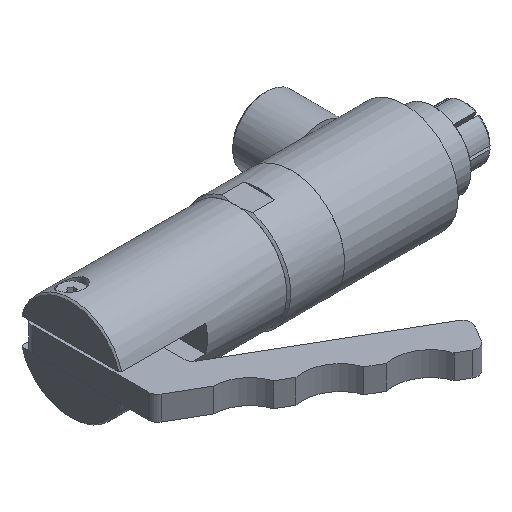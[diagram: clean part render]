
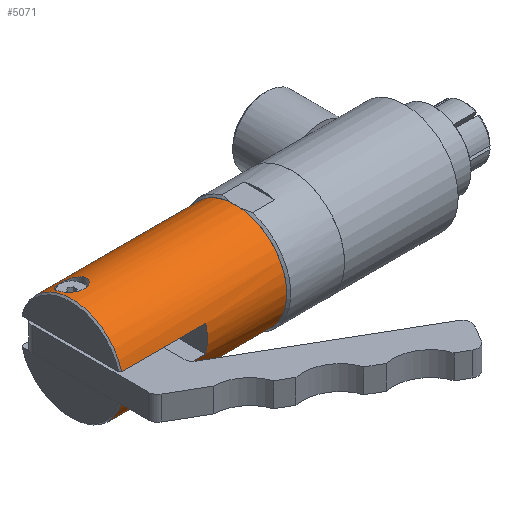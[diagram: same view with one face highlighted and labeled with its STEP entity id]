
A CAD part, isometric view. The second image highlights one B-rep face of the part: STEP entity #5071.
In plain terms, the highlighted cylindrical face has radius 17.437 mm (diameter 34.874 mm), a full revolution.
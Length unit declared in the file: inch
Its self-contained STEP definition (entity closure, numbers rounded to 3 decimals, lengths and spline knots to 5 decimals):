
#1161=CARTESIAN_POINT('',(0.22,0.036,0.68556));
#1162=VERTEX_POINT('',#1161);
#1163=CARTESIAN_POINT('',(0.22,0.036,0.68556));
#1164=CARTESIAN_POINT('',(0.19943,0.036,0.68556));
#1165=CARTESIAN_POINT('',(0.17748,0.04011,0.68538));
#1166=CARTESIAN_POINT('',(0.13713,0.0568,0.6842));
#1167=CARTESIAN_POINT('',(0.11873,0.06939,0.68314));
#1168=CARTESIAN_POINT('',(0.08935,0.09867,0.67954));
#1169=CARTESIAN_POINT('',(0.07663,0.11741,0.6767));
#1170=CARTESIAN_POINT('',(0.05996,0.15801,0.66839));
#1171=CARTESIAN_POINT('',(0.056,0.17985,0.66286));
#1172=CARTESIAN_POINT('',(0.056,0.22141,0.6502));
#1173=CARTESIAN_POINT('',(0.06042,0.24386,0.64211));
#1174=CARTESIAN_POINT('',(0.07786,0.28477,0.62504));
#1175=CARTESIAN_POINT('',(0.09086,0.30326,0.61611));
#1176=CARTESIAN_POINT('',(0.12002,0.33145,0.60138));
#1177=CARTESIAN_POINT('',(0.13783,0.34353,0.59444));
#1178=CARTESIAN_POINT('',(0.17742,0.35982,0.58473));
#1179=CARTESIAN_POINT('',(0.19924,0.364,0.58205));
#1180=CARTESIAN_POINT('',(0.24076,0.364,0.58205));
#1181=CARTESIAN_POINT('',(0.26258,0.35982,0.58473));
#1182=CARTESIAN_POINT('',(0.30217,0.34353,0.59444));
#1183=CARTESIAN_POINT('',(0.31998,0.33145,0.60138));
#1184=CARTESIAN_POINT('',(0.34914,0.30326,0.61611));
#1185=CARTESIAN_POINT('',(0.36214,0.28477,0.62504));
#1186=CARTESIAN_POINT('',(0.37958,0.24386,0.64211));
#1187=CARTESIAN_POINT('',(0.384,0.22141,0.6502));
#1188=CARTESIAN_POINT('',(0.384,0.17985,0.66286));
#1189=CARTESIAN_POINT('',(0.38004,0.15801,0.66839));
#1190=CARTESIAN_POINT('',(0.36337,0.11741,0.6767));
#1191=CARTESIAN_POINT('',(0.35065,0.09867,0.67954));
#1192=CARTESIAN_POINT('',(0.32127,0.06939,0.68314));
#1193=CARTESIAN_POINT('',(0.30287,0.0568,0.6842));
#1194=CARTESIAN_POINT('',(0.26252,0.04011,0.68538));
#1195=CARTESIAN_POINT('',(0.24057,0.036,0.68556));
#1196=CARTESIAN_POINT('',(0.22,0.036,0.68556));
#1197=B_SPLINE_CURVE_WITH_KNOTS('',3,(#1163,#1164,#1165,#1166,#1167,#1168,#1169,#1170,#1171,#1172,#1173,#1174,#1175,#1176,#1177,#1178,#1179,#1180,#1181,#1182,#1183,#1184,#1185,#1186,#1187,#1188,#1189,#1190,#1191,#1192,#1193,#1194,#1195,#1196),.UNSPECIFIED.,.T.,.U.,(4,2,2,2,2,2,2,2,2,2,2,2,2,2,2,2,4),(0.0,0.15678,0.31355,0.47403,0.63451,0.80506,0.97562,1.13385,1.29207,1.4503,1.60852,1.77908,1.94963,2.11011,2.27059,2.42736,2.58414),.UNSPECIFIED.);
#1198=EDGE_CURVE('',#1162,#1162,#1197,.T.);
#1214=CARTESIAN_POINT('',(0.22,0.105,-0.67842));
#1215=VERTEX_POINT('',#1214);
#1216=CARTESIAN_POINT('',(0.22,0.105,-0.67842));
#1217=CARTESIAN_POINT('',(0.2319,0.105,-0.67842));
#1218=CARTESIAN_POINT('',(0.24458,0.10737,-0.67807));
#1219=CARTESIAN_POINT('',(0.26788,0.11699,-0.67648));
#1220=CARTESIAN_POINT('',(0.2785,0.12423,-0.67522));
#1221=CARTESIAN_POINT('',(0.29553,0.14111,-0.6719));
#1222=CARTESIAN_POINT('',(0.30294,0.15196,-0.66958));
#1223=CARTESIAN_POINT('',(0.31267,0.17552,-0.66379));
#1224=CARTESIAN_POINT('',(0.315,0.18822,-0.66031));
#1225=CARTESIAN_POINT('',(0.315,0.21219,-0.65301));
#1226=CARTESIAN_POINT('',(0.31252,0.22509,-0.64867));
#1227=CARTESIAN_POINT('',(0.30254,0.24876,-0.63997));
#1228=CARTESIAN_POINT('',(0.29504,0.25953,-0.63562));
#1229=CARTESIAN_POINT('',(0.27807,0.27605,-0.62861));
#1230=CARTESIAN_POINT('',(0.26765,0.28313,-0.62542));
#1231=CARTESIAN_POINT('',(0.24459,0.2926,-0.62104));
#1232=CARTESIAN_POINT('',(0.23195,0.295,-0.61988));
#1233=CARTESIAN_POINT('',(0.20805,0.295,-0.61988));
#1234=CARTESIAN_POINT('',(0.19541,0.2926,-0.62104));
#1235=CARTESIAN_POINT('',(0.17235,0.28313,-0.62542));
#1236=CARTESIAN_POINT('',(0.16193,0.27605,-0.62861));
#1237=CARTESIAN_POINT('',(0.14496,0.25953,-0.63562));
#1238=CARTESIAN_POINT('',(0.13746,0.24876,-0.63997));
#1239=CARTESIAN_POINT('',(0.12748,0.22509,-0.64867));
#1240=CARTESIAN_POINT('',(0.125,0.21219,-0.65301));
#1241=CARTESIAN_POINT('',(0.125,0.18822,-0.66031));
#1242=CARTESIAN_POINT('',(0.12733,0.17552,-0.66379));
#1243=CARTESIAN_POINT('',(0.13706,0.15196,-0.66958));
#1244=CARTESIAN_POINT('',(0.14447,0.14111,-0.6719));
#1245=CARTESIAN_POINT('',(0.1615,0.12423,-0.67522));
#1246=CARTESIAN_POINT('',(0.17212,0.11699,-0.67648));
#1247=CARTESIAN_POINT('',(0.19542,0.10737,-0.67807));
#1248=CARTESIAN_POINT('',(0.2081,0.105,-0.67842));
#1249=CARTESIAN_POINT('',(0.22,0.105,-0.67842));
#1250=B_SPLINE_CURVE_WITH_KNOTS('',3,(#1216,#1217,#1218,#1219,#1220,#1221,#1222,#1223,#1224,#1225,#1226,#1227,#1228,#1229,#1230,#1231,#1232,#1233,#1234,#1235,#1236,#1237,#1238,#1239,#1240,#1241,#1242,#1243,#1244,#1245,#1246,#1247,#1248,#1249),.UNSPECIFIED.,.T.,.U.,(4,2,2,2,2,2,2,2,2,2,2,2,2,2,2,2,4),(0.0,0.09066,0.18133,0.27513,0.36892,0.46603,0.56314,0.6542,0.74527,0.83633,0.92739,1.0245,1.12161,1.21541,1.30921,1.39987,1.49053),.UNSPECIFIED.);
#1251=EDGE_CURVE('',#1215,#1215,#1250,.T.);
#4953=CARTESIAN_POINT('',(0.49,0.66316,-0.1775));
#4954=VERTEX_POINT('',#4953);
#4955=CARTESIAN_POINT('',(0.49,0.66316,0.1775));
#4956=VERTEX_POINT('',#4955);
#4957=CARTESIAN_POINT('',(0.49,0.0,0.0));
#4958=DIRECTION('',(1.0,0.0,0.0));
#4959=DIRECTION('',(0.0,1.0,0.0));
#4960=AXIS2_PLACEMENT_3D('',#4957,#4958,#4959);
#4961=CIRCLE('',#4960,0.6865);
#4962=EDGE_CURVE('',#4954,#4956,#4961,.T.);
#4989=CARTESIAN_POINT('',(1.1075,0.0,0.0));
#4990=DIRECTION('',(1.0,0.0,0.0));
#4991=DIRECTION('',(0.0,1.0,0.0));
#4992=AXIS2_PLACEMENT_3D('',#4989,#4990,#4991);
#4993=CYLINDRICAL_SURFACE('',#4992,0.6865);
#4994=CARTESIAN_POINT('',(2.195,0.6865,0.0));
#4995=VERTEX_POINT('',#4994);
#4996=CARTESIAN_POINT('',(2.195,0.0,0.0));
#4997=DIRECTION('',(1.0,0.0,0.0));
#4998=DIRECTION('',(0.0,1.0,0.0));
#4999=AXIS2_PLACEMENT_3D('',#4996,#4997,#4998);
#5000=CIRCLE('',#4999,0.6865);
#5001=EDGE_CURVE('',#4995,#4995,#5000,.T.);
#5002=ORIENTED_EDGE('',*,*,#5001,.F.);
#5003=EDGE_LOOP('',(#5002));
#5004=FACE_OUTER_BOUND('',#5003,.T.);
#5005=ORIENTED_EDGE('',*,*,#1198,.T.);
#5006=EDGE_LOOP('',(#5005));
#5007=FACE_BOUND('',#5006,.T.);
#5008=ORIENTED_EDGE('',*,*,#1251,.T.);
#5009=EDGE_LOOP('',(#5008));
#5010=FACE_BOUND('',#5009,.T.);
#5011=CARTESIAN_POINT('',(0.02,0.66316,-0.1775));
#5012=VERTEX_POINT('',#5011);
#5013=CARTESIAN_POINT('',(0.02,0.66316,-0.1775));
#5014=DIRECTION('',(1.0,0.0,0.0));
#5015=VECTOR('',#5014,0.47);
#5016=LINE('',#5013,#5015);
#5017=EDGE_CURVE('',#5012,#4954,#5016,.T.);
#5018=ORIENTED_EDGE('',*,*,#5017,.T.);
#5019=ORIENTED_EDGE('',*,*,#4962,.T.);
#5020=CARTESIAN_POINT('',(0.02,0.66316,0.1775));
#5021=VERTEX_POINT('',#5020);
#5022=CARTESIAN_POINT('',(0.49,0.66316,0.1775));
#5023=DIRECTION('',(-1.0,0.0,0.0));
#5024=VECTOR('',#5023,0.47);
#5025=LINE('',#5022,#5024);
#5026=EDGE_CURVE('',#4956,#5021,#5025,.T.);
#5027=ORIENTED_EDGE('',*,*,#5026,.T.);
#5028=CARTESIAN_POINT('',(0.02,-0.66316,0.1775));
#5029=VERTEX_POINT('',#5028);
#5030=CARTESIAN_POINT('',(0.02,0.0,0.0));
#5031=DIRECTION('',(1.0,0.0,0.0));
#5032=DIRECTION('',(0.0,1.0,0.0));
#5033=AXIS2_PLACEMENT_3D('',#5030,#5031,#5032);
#5034=CIRCLE('',#5033,0.6865);
#5035=EDGE_CURVE('',#5021,#5029,#5034,.T.);
#5036=ORIENTED_EDGE('',*,*,#5035,.T.);
#5037=CARTESIAN_POINT('',(1.14,-0.66316,0.1775));
#5038=VERTEX_POINT('',#5037);
#5039=CARTESIAN_POINT('',(0.02,-0.66316,0.1775));
#5040=DIRECTION('',(1.0,0.0,0.0));
#5041=VECTOR('',#5040,1.12);
#5042=LINE('',#5039,#5041);
#5043=EDGE_CURVE('',#5029,#5038,#5042,.T.);
#5044=ORIENTED_EDGE('',*,*,#5043,.T.);
#5045=CARTESIAN_POINT('',(1.14,-0.66316,-0.1775));
#5046=VERTEX_POINT('',#5045);
#5047=CARTESIAN_POINT('',(1.14,0.0,0.0));
#5048=DIRECTION('',(1.0,0.0,0.0));
#5049=DIRECTION('',(0.0,1.0,0.0));
#5050=AXIS2_PLACEMENT_3D('',#5047,#5048,#5049);
#5051=CIRCLE('',#5050,0.6865);
#5052=EDGE_CURVE('',#5038,#5046,#5051,.T.);
#5053=ORIENTED_EDGE('',*,*,#5052,.T.);
#5054=CARTESIAN_POINT('',(0.02,-0.66316,-0.1775));
#5055=VERTEX_POINT('',#5054);
#5056=CARTESIAN_POINT('',(1.14,-0.66316,-0.1775));
#5057=DIRECTION('',(-1.0,0.0,0.0));
#5058=VECTOR('',#5057,1.12);
#5059=LINE('',#5056,#5058);
#5060=EDGE_CURVE('',#5046,#5055,#5059,.T.);
#5061=ORIENTED_EDGE('',*,*,#5060,.T.);
#5062=CARTESIAN_POINT('',(0.02,0.0,0.0));
#5063=DIRECTION('',(1.0,0.0,0.0));
#5064=DIRECTION('',(0.0,1.0,0.0));
#5065=AXIS2_PLACEMENT_3D('',#5062,#5063,#5064);
#5066=CIRCLE('',#5065,0.6865);
#5067=EDGE_CURVE('',#5055,#5012,#5066,.T.);
#5068=ORIENTED_EDGE('',*,*,#5067,.T.);
#5069=EDGE_LOOP('',(#5018,#5019,#5027,#5036,#5044,#5053,#5061,#5068));
#5070=FACE_BOUND('',#5069,.T.);
#5071=ADVANCED_FACE('',(#5004,#5007,#5010,#5070),#4993,.T.);
